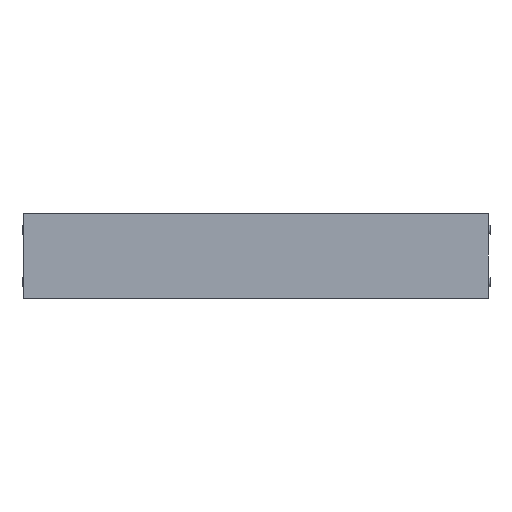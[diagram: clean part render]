
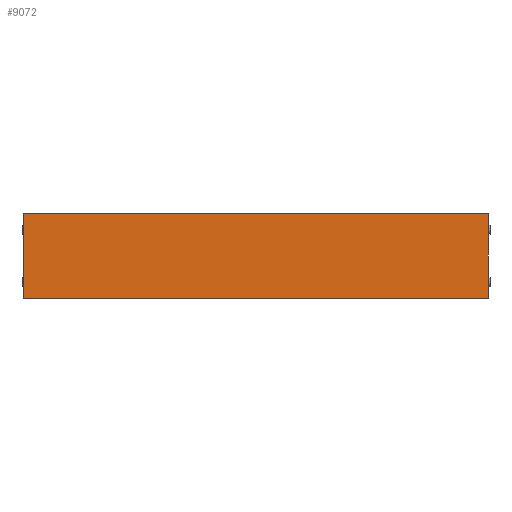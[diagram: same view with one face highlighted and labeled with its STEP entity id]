
A CAD part, front view. The second image highlights one B-rep face of the part: STEP entity #9072.
In plain terms, the highlighted planar face has unit normal (0, -1, 0).
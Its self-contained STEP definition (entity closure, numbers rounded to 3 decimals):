
#434 = LINE ( 'NONE', #10544, #8908 ) ;
#924 = CARTESIAN_POINT ( 'NONE',  ( 356., -20., 65. ) ) ;
#1695 = LINE ( 'NONE', #924, #11502 ) ;
#2475 = VERTEX_POINT ( 'NONE', #4411 ) ;
#2903 = FACE_OUTER_BOUND ( 'NONE', #8111, .T. ) ;
#3028 = DIRECTION ( 'NONE',  ( -1., 0., 0. ) ) ;
#3200 = ORIENTED_EDGE ( 'NONE', *, *, #8261, .T. ) ;
#3565 = ORIENTED_EDGE ( 'NONE', *, *, #8730, .T. ) ;
#3659 = VERTEX_POINT ( 'NONE', #9144 ) ;
#3779 = DIRECTION ( 'NONE',  ( 0., -1., 0. ) ) ;
#3894 = CARTESIAN_POINT ( 'NONE',  ( 356., -20., -65. ) ) ;
#4109 = DIRECTION ( 'NONE',  ( 1., 0., 0. ) ) ;
#4411 = CARTESIAN_POINT ( 'NONE',  ( -356., -20., -65. ) ) ;
#4690 = CARTESIAN_POINT ( 'NONE',  ( -356., -20., 65. ) ) ;
#4768 = ORIENTED_EDGE ( 'NONE', *, *, #9647, .T. ) ;
#4974 = VERTEX_POINT ( 'NONE', #6292 ) ;
#6001 = VERTEX_POINT ( 'NONE', #3894 ) ;
#6292 = CARTESIAN_POINT ( 'NONE',  ( 356., -20., 65. ) ) ;
#6386 = DIRECTION ( 'NONE',  ( 0., 0., -1. ) ) ;
#6440 = CARTESIAN_POINT ( 'NONE',  ( 0., -20., 0. ) ) ;
#6503 = EDGE_CURVE ( 'NONE', #3659, #2475, #434, .T. ) ;
#6917 = AXIS2_PLACEMENT_3D ( 'NONE', #6440, #3779, #6386 ) ;
#6952 = CARTESIAN_POINT ( 'NONE',  ( -356., -20., -65. ) ) ;
#8012 = ORIENTED_EDGE ( 'NONE', *, *, #6503, .T. ) ;
#8111 = EDGE_LOOP ( 'NONE', ( #8012, #4768, #3200, #3565 ) ) ;
#8139 = DIRECTION ( 'NONE',  ( 0., 0., 1. ) ) ;
#8242 = VECTOR ( 'NONE', #4109, 1000. ) ;
#8261 = EDGE_CURVE ( 'NONE', #6001, #4974, #1695, .T. ) ;
#8711 = DIRECTION ( 'NONE',  ( 0., 0., -1. ) ) ;
#8730 = EDGE_CURVE ( 'NONE', #4974, #3659, #11131, .T. ) ;
#8908 = VECTOR ( 'NONE', #8711, 1000. ) ;
#9072 = ADVANCED_FACE ( 'NONE', ( #2903 ), #10883, .T. ) ;
#9144 = CARTESIAN_POINT ( 'NONE',  ( -356., -20., 65. ) ) ;
#9647 = EDGE_CURVE ( 'NONE', #2475, #6001, #10496, .T. ) ;
#10496 = LINE ( 'NONE', #6952, #8242 ) ;
#10544 = CARTESIAN_POINT ( 'NONE',  ( -356., -20., 65. ) ) ;
#10883 = PLANE ( 'NONE',  #6917 ) ;
#11131 = LINE ( 'NONE', #4690, #11289 ) ;
#11289 = VECTOR ( 'NONE', #3028, 1000. ) ;
#11502 = VECTOR ( 'NONE', #8139, 1000. ) ;
